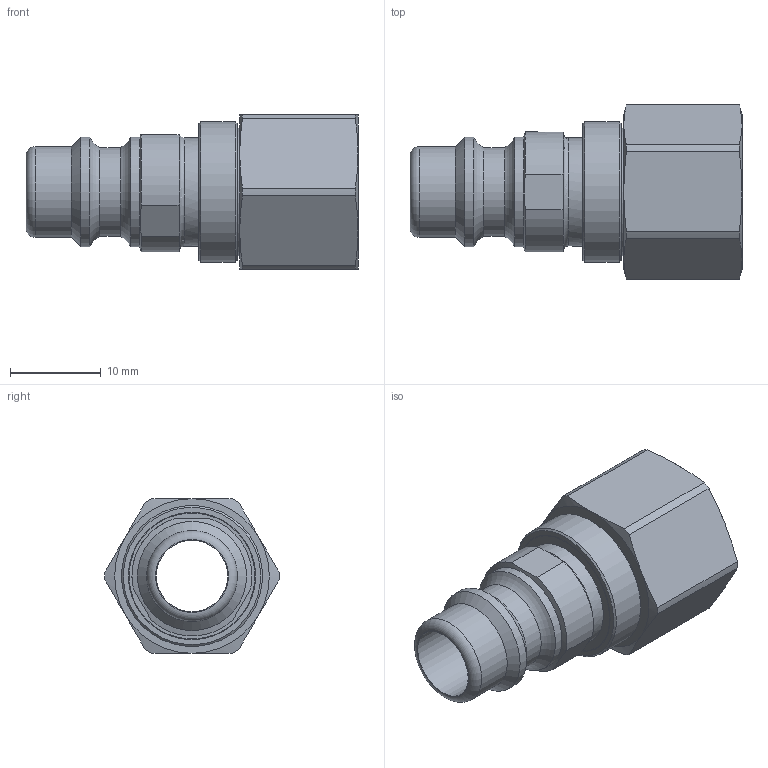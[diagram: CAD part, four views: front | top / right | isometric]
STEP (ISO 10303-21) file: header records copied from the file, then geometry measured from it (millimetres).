
FILE_DESCRIPTION(/* description */ (''),/* implementation_level */ '2;1');
FILE_NAME(/* name */ 'ksgi_14_nw7-brc.stp',/* time_stamp */ '2019-06-24T10:30:10+02:00',/* author */ ('leitheußer'),/* organization */ (''),/* preprocessor_version */ 'ST-DEVELOPER v15.6',/* originating_system */ 'Autodesk Inventor LT ',/* authorisation */ '');
FILE_SCHEMA (('AUTOMOTIVE_DESIGN { 1 0 10303 214 3 1 1 }'));
Length unit declared in the file: millimetre
Products named in the file (1): 26SFIW13MXX3
Bounding box: 36.5 x 19.15 x 17 mm (x, y, z)
Volume: 3659 mm3; surface area: 3492.1 mm2
Topology: 2 solids, 2 shells, 61 faces, 136 edges, 82 vertices
Faces by surface type: cone 21, cylinder 20, plane 16, torus 4
Full cylindrical faces by diameter (mm): 7.85 x1, 9.75 x1, 10 x1, 11.445 x1, 11.9 x1, 12 x2, 13.85 x1, 14 x1, 14.05 x1, 15.5 x1
Entity records: 1582 total; most frequent: CARTESIAN_POINT 339, DIRECTION 260, ORIENTED_EDGE 226, AXIS2_PLACEMENT_3D 121, EDGE_CURVE 113, EDGE_LOOP 89, VERTEX_POINT 80, FACE_OUTER_BOUND 61
